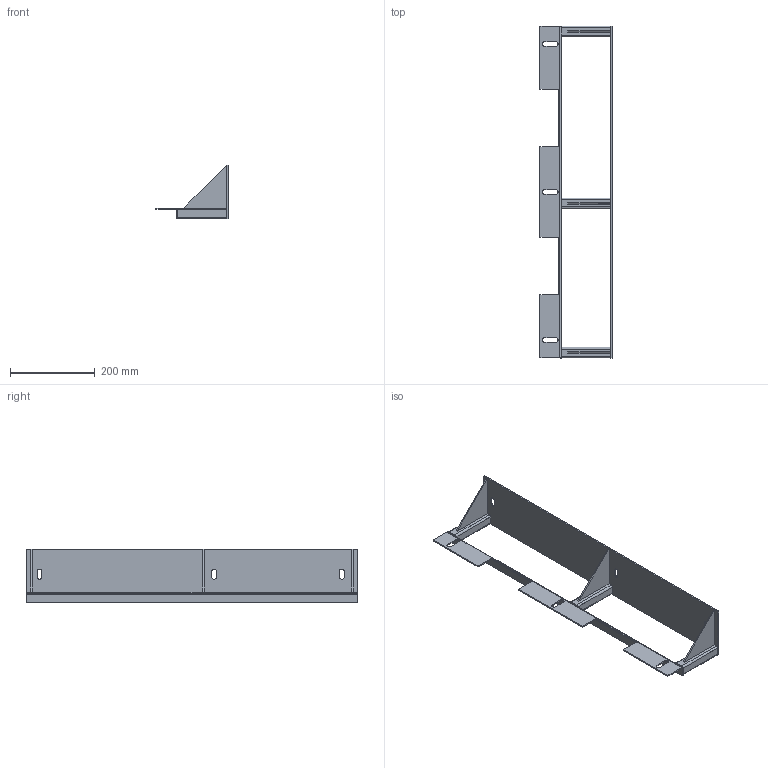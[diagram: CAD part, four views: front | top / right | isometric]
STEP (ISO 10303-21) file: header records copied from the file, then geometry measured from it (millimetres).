
FILE_DESCRIPTION (( 'STEP AP214' ), '1' );
FILE_NAME ('3848-25-0551.STEP', '2026-01-21T16:48:30', ( '' ), ( '' ), 'SwSTEP 2.0', 'SolidWorks 2025', '' );
FILE_SCHEMA (( 'AUTOMOTIVE_DESIGN' ));
Length unit declared in the file: inch
Products named in the file (1): 3848-25-0551
Bounding box: 170.44 x 785 x 127 mm (x, y, z)
Volume: 560040.8 mm3; surface area: 394185.3 mm2
Topology: 8 solids, 8 shells, 124 faces, 316 edges, 208 vertices
Faces by surface type: plane 83, cylinder 41
Entity records: 3878 total; most frequent: CARTESIAN_POINT 649, DIRECTION 648, ORIENTED_EDGE 632, EDGE_CURVE 316, LINE 234, VECTOR 234, VERTEX_POINT 208, AXIS2_PLACEMENT_3D 207
